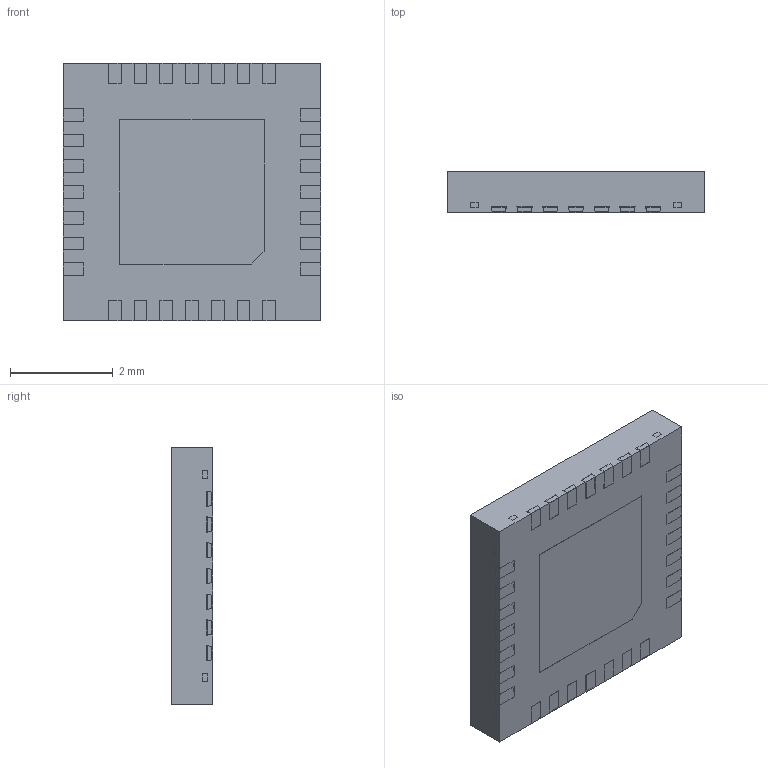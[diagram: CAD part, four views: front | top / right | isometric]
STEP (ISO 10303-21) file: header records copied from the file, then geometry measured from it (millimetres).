
FILE_DESCRIPTION((''),'2;1');
FILE_NAME('SQA28B_ASM','2012-02-10T',('CKXSSC'),(''),'PRO/ENGINEER BY PARAMETRIC TECHNOLOGY CORPORATION, 2011220','PRO/ENGINEER BY PARAMETRIC TECHNOLOGY CORPORATION, 2011220','');
FILE_SCHEMA(('AUTOMOTIVE_DESIGN_CC2 { 1 2 10303 214 -1 1 5 2 }'));
Length unit declared in the file: millimetre
Products named in the file (3): BODY_SQA28B; FRAME_SQA28B; SQA28B_ASM
Assembly tree (2 placements, depth 2):
  SQA28B_ASM
    BODY_SQA28B
    FRAME_SQA28B
Bounding box: 5 x 0.8 x 5 mm (x, y, z)
Volume: 20 mm3; surface area: 90.5 mm2
Topology: 38 solids, 38 shells, 499 faces, 1242 edges, 828 vertices
Faces by surface type: plane 433, cylinder 66
Entity records: 18873 total; most frequent: CARTESIAN_POINT 2950, ORIENTED_EDGE 2484, DIRECTION 2128, PRESENTATION_STYLE_ASSIGNMENT 1309, STYLED_ITEM 1280, CURVE_STYLE 1242, EDGE_CURVE 1242, VECTOR 1120
